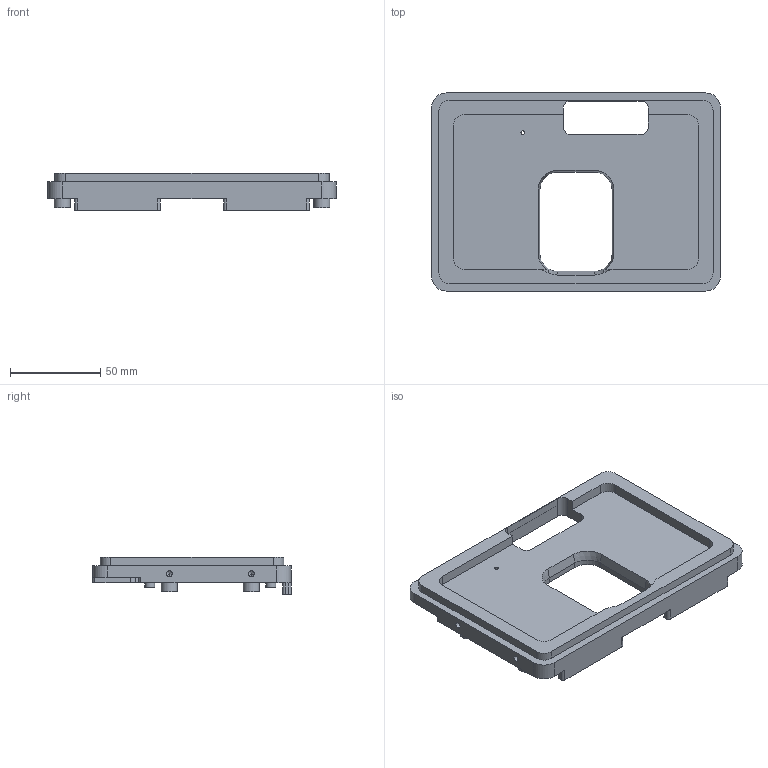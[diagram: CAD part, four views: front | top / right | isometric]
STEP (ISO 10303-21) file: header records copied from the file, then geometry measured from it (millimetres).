
FILE_DESCRIPTION(/* description */ ('STEP AP242','CAx-IF Rec.Pracs.---Representation and Presentation of Product Manufacturing Information (PMI)---4.0---2014-10-13','CAx-IF Rec.Pracs.---3D Tessellated Geometry---0.4---2014-09-14','2;1'),/* implementation_level */ '2;1');
FILE_NAME(/* name */ '62badca25f154a572b5eaf67',/* time_stamp */ '2022-06-28T10:49:07+00:00',/* author */ (''),/* organization */ (''),/* preprocessor_version */ 'ST-DEVELOPER v18.102',/* originating_system */ ' ',/* authorisation */ ' ');
FILE_SCHEMA (('AP242_MANAGED_MODEL_BASED_3D_ENGINEERING_MIM_LF { 1 0 10303 442 1 1 4 }'));
Length unit declared in the file: metre
Products named in the file (1): StageV3_final:1
Bounding box: 159.7 x 109.7 x 20.5 mm (x, y, z)
Volume: 130414.1 mm3; surface area: 50931.9 mm2
Topology: 1 solids, 1 shells, 382 faces, 1053 edges, 700 vertices
Faces by surface type: cylinder 190, plane 176, cone 14, bspline 2
Full cylindrical faces by diameter (mm): 2 x1, 2.013 x2, 2.459 x12, 3.242 x2, 3.3 x8, 4 x4, 4.134 x4, 5.5 x12, 9 x4
Entity records: 12172 total; most frequent: CARTESIAN_POINT 2517, DIRECTION 2068, ORIENTED_EDGE 1912, EDGE_CURVE 956, AXIS2_PLACEMENT_3D 767, VERTEX_POINT 672, LINE 534, VECTOR 534
